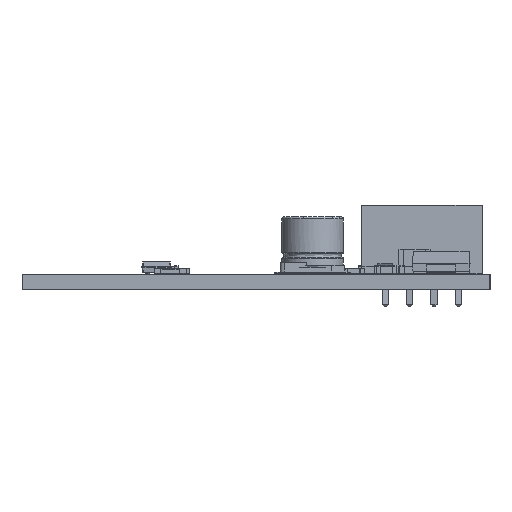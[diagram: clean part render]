
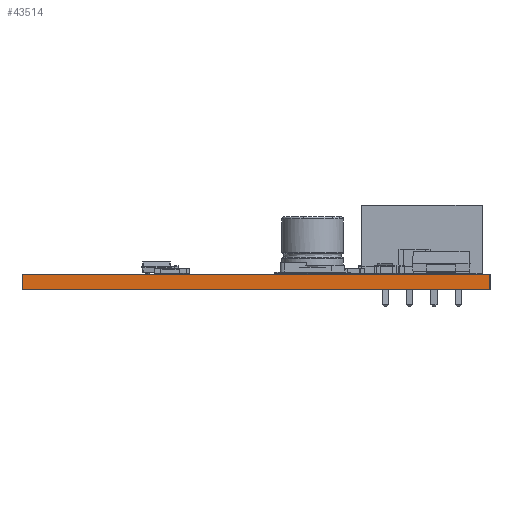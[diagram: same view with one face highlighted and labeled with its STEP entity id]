
A CAD part, left-side view. The second image highlights one B-rep face of the part: STEP entity #43514.
In plain terms, the highlighted planar face has unit normal (-1, 0, 0).
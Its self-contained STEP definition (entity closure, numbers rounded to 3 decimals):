
#43398 = EDGE_CURVE('',#43399,#43401,#43403,.T.);
#43399 = VERTEX_POINT('',#43400);
#43400 = CARTESIAN_POINT('',(0.,48.,0.));
#43401 = VERTEX_POINT('',#43402);
#43402 = CARTESIAN_POINT('',(0.,48.,1.6));
#43403 = SURFACE_CURVE('',#43404,(#43408,#43420),.PCURVE_S1.);
#43404 = LINE('',#43405,#43406);
#43405 = CARTESIAN_POINT('',(0.,48.,0.));
#43406 = VECTOR('',#43407,1.);
#43407 = DIRECTION('',(0.,0.,1.));
#43408 = PCURVE('',#43409,#43414);
#43409 = PLANE('',#43410);
#43410 = AXIS2_PLACEMENT_3D('',#43411,#43412,#43413);
#43411 = CARTESIAN_POINT('',(0.,48.,0.));
#43412 = DIRECTION('',(0.,1.,0.));
#43413 = DIRECTION('',(1.,0.,0.));
#43414 = DEFINITIONAL_REPRESENTATION('',(#43415),#43419);
#43415 = LINE('',#43416,#43417);
#43416 = CARTESIAN_POINT('',(0.,0.));
#43417 = VECTOR('',#43418,1.);
#43418 = DIRECTION('',(0.,-1.));
#43419 = ( GEOMETRIC_REPRESENTATION_CONTEXT(2) 
PARAMETRIC_REPRESENTATION_CONTEXT() REPRESENTATION_CONTEXT('2D SPACE',''
  ) );
#43420 = PCURVE('',#43421,#43426);
#43421 = PLANE('',#43422);
#43422 = AXIS2_PLACEMENT_3D('',#43423,#43424,#43425);
#43423 = CARTESIAN_POINT('',(0.,0.,0.));
#43424 = DIRECTION('',(-1.,0.,0.));
#43425 = DIRECTION('',(0.,1.,0.));
#43426 = DEFINITIONAL_REPRESENTATION('',(#43427),#43431);
#43427 = LINE('',#43428,#43429);
#43428 = CARTESIAN_POINT('',(48.,0.));
#43429 = VECTOR('',#43430,1.);
#43430 = DIRECTION('',(0.,-1.));
#43431 = ( GEOMETRIC_REPRESENTATION_CONTEXT(2) 
PARAMETRIC_REPRESENTATION_CONTEXT() REPRESENTATION_CONTEXT('2D SPACE',''
  ) );
#43449 = PLANE('',#43450);
#43450 = AXIS2_PLACEMENT_3D('',#43451,#43452,#43453);
#43451 = CARTESIAN_POINT('',(34.,24.,1.6));
#43452 = DIRECTION('',(0.,0.,-1.));
#43453 = DIRECTION('',(-1.,0.,0.));
#43503 = PLANE('',#43504);
#43504 = AXIS2_PLACEMENT_3D('',#43505,#43506,#43507);
#43505 = CARTESIAN_POINT('',(34.,24.,0.));
#43506 = DIRECTION('',(0.,0.,-1.));
#43507 = DIRECTION('',(-1.,0.,0.));
#43514 = ADVANCED_FACE('',(#43515),#43421,.T.);
#43515 = FACE_BOUND('',#43516,.T.);
#43516 = EDGE_LOOP('',(#43517,#43547,#43568,#43569));
#43517 = ORIENTED_EDGE('',*,*,#43518,.T.);
#43518 = EDGE_CURVE('',#43519,#43521,#43523,.T.);
#43519 = VERTEX_POINT('',#43520);
#43520 = CARTESIAN_POINT('',(0.,0.,0.));
#43521 = VERTEX_POINT('',#43522);
#43522 = CARTESIAN_POINT('',(0.,0.,1.6));
#43523 = SURFACE_CURVE('',#43524,(#43528,#43535),.PCURVE_S1.);
#43524 = LINE('',#43525,#43526);
#43525 = CARTESIAN_POINT('',(0.,0.,0.));
#43526 = VECTOR('',#43527,1.);
#43527 = DIRECTION('',(0.,0.,1.));
#43528 = PCURVE('',#43421,#43529);
#43529 = DEFINITIONAL_REPRESENTATION('',(#43530),#43534);
#43530 = LINE('',#43531,#43532);
#43531 = CARTESIAN_POINT('',(0.,0.));
#43532 = VECTOR('',#43533,1.);
#43533 = DIRECTION('',(0.,-1.));
#43534 = ( GEOMETRIC_REPRESENTATION_CONTEXT(2) 
PARAMETRIC_REPRESENTATION_CONTEXT() REPRESENTATION_CONTEXT('2D SPACE',''
  ) );
#43535 = PCURVE('',#43536,#43541);
#43536 = PLANE('',#43537);
#43537 = AXIS2_PLACEMENT_3D('',#43538,#43539,#43540);
#43538 = CARTESIAN_POINT('',(68.,0.,0.));
#43539 = DIRECTION('',(0.,-1.,0.));
#43540 = DIRECTION('',(-1.,0.,0.));
#43541 = DEFINITIONAL_REPRESENTATION('',(#43542),#43546);
#43542 = LINE('',#43543,#43544);
#43543 = CARTESIAN_POINT('',(68.,0.));
#43544 = VECTOR('',#43545,1.);
#43545 = DIRECTION('',(0.,-1.));
#43546 = ( GEOMETRIC_REPRESENTATION_CONTEXT(2) 
PARAMETRIC_REPRESENTATION_CONTEXT() REPRESENTATION_CONTEXT('2D SPACE',''
  ) );
#43547 = ORIENTED_EDGE('',*,*,#43548,.T.);
#43548 = EDGE_CURVE('',#43521,#43401,#43549,.T.);
#43549 = SURFACE_CURVE('',#43550,(#43554,#43561),.PCURVE_S1.);
#43550 = LINE('',#43551,#43552);
#43551 = CARTESIAN_POINT('',(0.,0.,1.6));
#43552 = VECTOR('',#43553,1.);
#43553 = DIRECTION('',(0.,1.,0.));
#43554 = PCURVE('',#43421,#43555);
#43555 = DEFINITIONAL_REPRESENTATION('',(#43556),#43560);
#43556 = LINE('',#43557,#43558);
#43557 = CARTESIAN_POINT('',(0.,-1.6));
#43558 = VECTOR('',#43559,1.);
#43559 = DIRECTION('',(1.,0.));
#43560 = ( GEOMETRIC_REPRESENTATION_CONTEXT(2) 
PARAMETRIC_REPRESENTATION_CONTEXT() REPRESENTATION_CONTEXT('2D SPACE',''
  ) );
#43561 = PCURVE('',#43449,#43562);
#43562 = DEFINITIONAL_REPRESENTATION('',(#43563),#43567);
#43563 = LINE('',#43564,#43565);
#43564 = CARTESIAN_POINT('',(34.,-24.));
#43565 = VECTOR('',#43566,1.);
#43566 = DIRECTION('',(0.,1.));
#43567 = ( GEOMETRIC_REPRESENTATION_CONTEXT(2) 
PARAMETRIC_REPRESENTATION_CONTEXT() REPRESENTATION_CONTEXT('2D SPACE',''
  ) );
#43568 = ORIENTED_EDGE('',*,*,#43398,.F.);
#43569 = ORIENTED_EDGE('',*,*,#43570,.F.);
#43570 = EDGE_CURVE('',#43519,#43399,#43571,.T.);
#43571 = SURFACE_CURVE('',#43572,(#43576,#43583),.PCURVE_S1.);
#43572 = LINE('',#43573,#43574);
#43573 = CARTESIAN_POINT('',(0.,0.,0.));
#43574 = VECTOR('',#43575,1.);
#43575 = DIRECTION('',(0.,1.,0.));
#43576 = PCURVE('',#43421,#43577);
#43577 = DEFINITIONAL_REPRESENTATION('',(#43578),#43582);
#43578 = LINE('',#43579,#43580);
#43579 = CARTESIAN_POINT('',(0.,0.));
#43580 = VECTOR('',#43581,1.);
#43581 = DIRECTION('',(1.,0.));
#43582 = ( GEOMETRIC_REPRESENTATION_CONTEXT(2) 
PARAMETRIC_REPRESENTATION_CONTEXT() REPRESENTATION_CONTEXT('2D SPACE',''
  ) );
#43583 = PCURVE('',#43503,#43584);
#43584 = DEFINITIONAL_REPRESENTATION('',(#43585),#43589);
#43585 = LINE('',#43586,#43587);
#43586 = CARTESIAN_POINT('',(34.,-24.));
#43587 = VECTOR('',#43588,1.);
#43588 = DIRECTION('',(0.,1.));
#43589 = ( GEOMETRIC_REPRESENTATION_CONTEXT(2) 
PARAMETRIC_REPRESENTATION_CONTEXT() REPRESENTATION_CONTEXT('2D SPACE',''
  ) );
